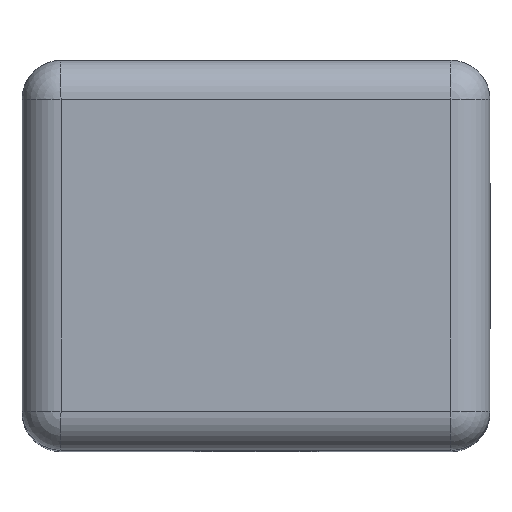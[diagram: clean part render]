
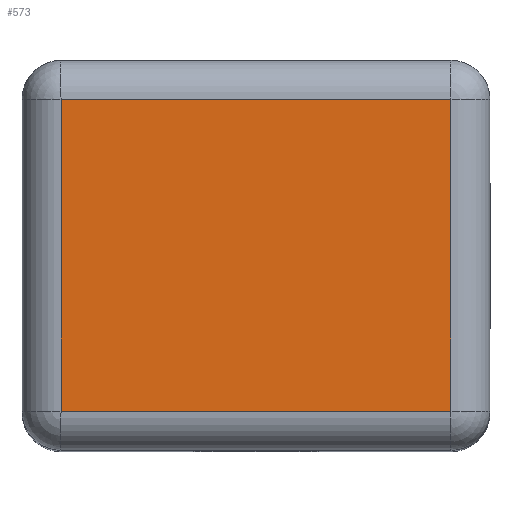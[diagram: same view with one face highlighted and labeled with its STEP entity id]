
A CAD part, top view. The second image highlights one B-rep face of the part: STEP entity #573.
In plain terms, the highlighted planar face has unit normal (0, 0, 1).
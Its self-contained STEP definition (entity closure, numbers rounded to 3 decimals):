
#104=FACE_OUTER_BOUND('',#148,.T.);
#148=EDGE_LOOP('',(#429,#430,#431,#432));
#214=LINE('',#963,#254);
#215=LINE('',#965,#255);
#216=LINE('',#967,#256);
#217=LINE('',#968,#257);
#254=VECTOR('',#727,16.);
#255=VECTOR('',#728,20.);
#256=VECTOR('',#729,16.);
#257=VECTOR('',#730,20.);
#293=VERTEX_POINT('',#961);
#294=VERTEX_POINT('',#962);
#295=VERTEX_POINT('',#964);
#296=VERTEX_POINT('',#966);
#345=EDGE_CURVE('',#293,#294,#214,.T.);
#346=EDGE_CURVE('',#293,#295,#215,.T.);
#347=EDGE_CURVE('',#296,#295,#216,.T.);
#348=EDGE_CURVE('',#296,#294,#217,.T.);
#429=ORIENTED_EDGE('',*,*,#345,.F.);
#430=ORIENTED_EDGE('',*,*,#346,.T.);
#431=ORIENTED_EDGE('',*,*,#347,.F.);
#432=ORIENTED_EDGE('',*,*,#348,.T.);
#558=PLANE('',#618);
#573=ADVANCED_FACE('',(#104),#558,.T.);
#618=AXIS2_PLACEMENT_3D('',#960,#725,#726);
#725=DIRECTION('center_axis',(0.,0.,1.));
#726=DIRECTION('ref_axis',(-1.,0.,0.));
#727=DIRECTION('',(0.,-1.,0.));
#728=DIRECTION('',(-1.,0.,0.));
#729=DIRECTION('',(0.,1.,0.));
#730=DIRECTION('',(1.,0.,0.));
#960=CARTESIAN_POINT('Origin',(-1516.166,-11.621,36.401));
#961=CARTESIAN_POINT('',(-1518.286,6.099,36.401));
#962=CARTESIAN_POINT('',(-1518.286,-9.901,36.401));
#963=CARTESIAN_POINT('',(-1518.286,6.099,36.401));
#964=CARTESIAN_POINT('',(-1538.286,6.099,36.401));
#965=CARTESIAN_POINT('',(-1518.286,6.099,36.401));
#966=CARTESIAN_POINT('',(-1538.286,-9.901,36.401));
#967=CARTESIAN_POINT('',(-1538.286,-9.901,36.401));
#968=CARTESIAN_POINT('',(-1538.286,-9.901,36.401));
